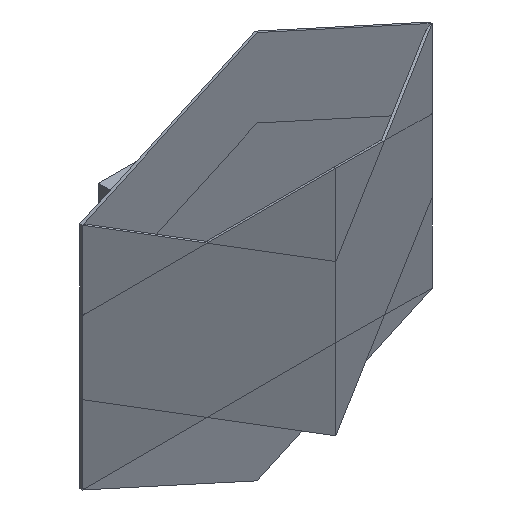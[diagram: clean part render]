
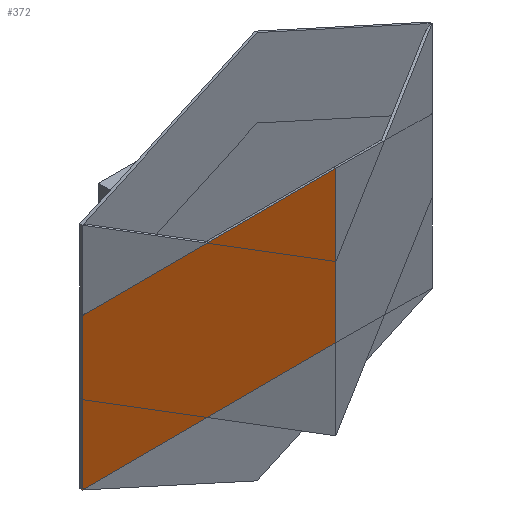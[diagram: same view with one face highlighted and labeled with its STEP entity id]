
A CAD part, isometric view. The second image highlights one B-rep face of the part: STEP entity #372.
In plain terms, the highlighted face is planar.
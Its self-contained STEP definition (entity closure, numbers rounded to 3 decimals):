
#116=CARTESIAN_POINT('Vertex',(-110.,1.5,-42.871)) ;
#137=CARTESIAN_POINT('Vertex',(-110.,1.5,52.129)) ;
#241=CARTESIAN_POINT('Vertex',(0.,51.,-92.871)) ;
#265=CARTESIAN_POINT('Vertex',(0.,51.,2.129)) ;
#305=CARTESIAN_POINT('Line Origine',(-55.,26.25,-67.871)) ;
#327=CARTESIAN_POINT('Line Origine',(0.,51.,-45.371)) ;
#344=CARTESIAN_POINT('Line Origine',(-55.,26.25,27.129)) ;
#356=CARTESIAN_POINT('Axis2P3D Location',(-55.,26.25,-20.371)) ;
#361=CARTESIAN_POINT('Line Origine',(-110.,1.5,4.629)) ;
#307=VECTOR('Line Direction',#306,1.) ;
#329=VECTOR('Line Direction',#328,1.) ;
#346=VECTOR('Line Direction',#345,1.) ;
#363=VECTOR('Line Direction',#362,1.) ;
#306=DIRECTION('Vector Direction',(-0.842,-0.379,0.383)) ;
#328=DIRECTION('Vector Direction',(0.,0.,-1.)) ;
#345=DIRECTION('Vector Direction',(-0.842,-0.379,0.383)) ;
#357=DIRECTION('Axis2P3D Direction',(-0.41,0.912,0.)) ;
#358=DIRECTION('Axis2P3D XDirection',(0.719,0.324,-0.615)) ;
#362=DIRECTION('Vector Direction',(0.,0.,1.)) ;
#359=AXIS2_PLACEMENT_3D('Plane Axis2P3D',#356,#357,#358) ;
#308=LINE('Line',#305,#307) ;
#330=LINE('Line',#327,#329) ;
#347=LINE('Line',#344,#346) ;
#364=LINE('Line',#361,#363) ;
#360=PLANE('',#359) ;
#309=EDGE_CURVE('',#242,#117,#308,.T.) ;
#331=EDGE_CURVE('',#266,#242,#330,.T.) ;
#348=EDGE_CURVE('',#266,#138,#347,.T.) ;
#365=EDGE_CURVE('',#117,#138,#364,.T.) ;
#366=EDGE_LOOP('',(#367,#368,#369,#370)) ;
#367=ORIENTED_EDGE('',*,*,#365,.T.) ;
#368=ORIENTED_EDGE('',*,*,#348,.F.) ;
#369=ORIENTED_EDGE('',*,*,#331,.T.) ;
#370=ORIENTED_EDGE('',*,*,#309,.T.) ;
#117=VERTEX_POINT('',#116) ;
#138=VERTEX_POINT('',#137) ;
#242=VERTEX_POINT('',#241) ;
#266=VERTEX_POINT('',#265) ;
#372=ADVANCED_FACE('\X2\96F64EF651E04F554F53\X0\',(#371),#360,.T.) ;
#371=FACE_OUTER_BOUND('',#366,.T.) ;
